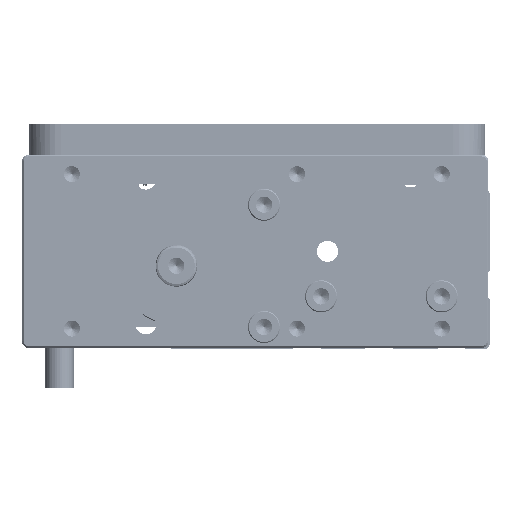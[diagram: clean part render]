
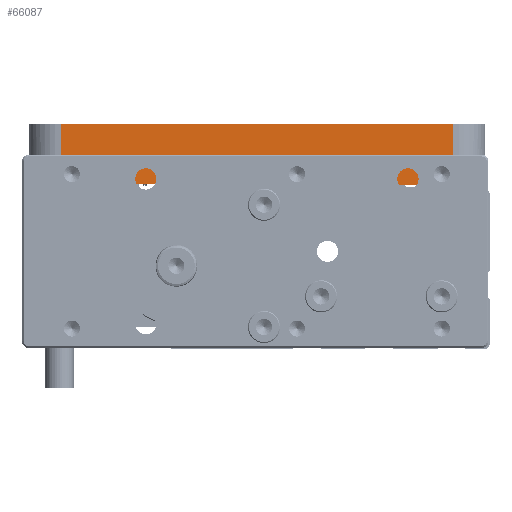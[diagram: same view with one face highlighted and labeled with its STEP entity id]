
A CAD part, left-side view. The second image highlights one B-rep face of the part: STEP entity #66087.
In plain terms, the highlighted face is planar.
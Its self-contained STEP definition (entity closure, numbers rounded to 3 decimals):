
#2650 = EDGE_CURVE ( 'NONE', #41459, #41929, #104790, .T. ) ;
#2861 = DIRECTION ( 'NONE',  ( 0., 1., 0. ) ) ;
#3302 = CARTESIAN_POINT ( 'NONE',  ( 45.5, 19.5, 18.5 ) ) ;
#3451 = CARTESIAN_POINT ( 'NONE',  ( 45.5, -101., 23. ) ) ;
#3888 = CARTESIAN_POINT ( 'NONE',  ( 45.5, -51.3, 18.5 ) ) ;
#5651 = VECTOR ( 'NONE', #112190, 1000. ) ;
#6177 = EDGE_CURVE ( 'NONE', #71824, #74782, #70434, .T. ) ;
#7839 = DIRECTION ( 'NONE',  ( 0., 0., -1. ) ) ;
#7840 = CARTESIAN_POINT ( 'NONE',  ( 45.5, 29.5, 0. ) ) ;
#8156 = CARTESIAN_POINT ( 'NONE',  ( 45.5, 29.5, 19. ) ) ;
#8602 = CARTESIAN_POINT ( 'NONE',  ( 45.5, -55.3, 19. ) ) ;
#8735 = DIRECTION ( 'NONE',  ( 0., -1., 0. ) ) ;
#12490 = CARTESIAN_POINT ( 'NONE',  ( 45.5, -51.3, 20.8 ) ) ;
#13711 = DIRECTION ( 'NONE',  ( 0., 1., 0. ) ) ;
#14284 = LINE ( 'NONE', #91854, #87235 ) ;
#14431 = EDGE_CURVE ( 'NONE', #57360, #66048, #14284, .T. ) ;
#16156 = ORIENTED_EDGE ( 'NONE', *, *, #112801, .F. ) ;
#17025 = EDGE_CURVE ( 'NONE', #69163, #41459, #77440, .T. ) ;
#20069 = VECTOR ( 'NONE', #53968, 1000. ) ;
#24876 = VERTEX_POINT ( 'NONE', #3888 ) ;
#26138 = ORIENTED_EDGE ( 'NONE', *, *, #14431, .F. ) ;
#26398 = VECTOR ( 'NONE', #71853, 1000. ) ;
#29651 = LINE ( 'NONE', #48442, #79569 ) ;
#30197 = CARTESIAN_POINT ( 'NONE',  ( 45.5, 29.5, 19. ) ) ;
#32400 = ORIENTED_EDGE ( 'NONE', *, *, #17025, .T. ) ;
#35703 = CARTESIAN_POINT ( 'NONE',  ( 45.5, -102.5, 23. ) ) ;
#36861 = ORIENTED_EDGE ( 'NONE', *, *, #44088, .F. ) ;
#37141 = LINE ( 'NONE', #71963, #42704 ) ;
#38379 = EDGE_CURVE ( 'NONE', #71824, #69163, #37141, .T. ) ;
#38821 = VECTOR ( 'NONE', #2861, 1000. ) ;
#40241 = ORIENTED_EDGE ( 'NONE', *, *, #59706, .F. ) ;
#41459 = VERTEX_POINT ( 'NONE', #46229 ) ;
#41929 = VERTEX_POINT ( 'NONE', #3302 ) ;
#42704 = VECTOR ( 'NONE', #89625, 1000. ) ;
#42962 = DIRECTION ( 'NONE',  ( -1., 0., 0. ) ) ;
#44080 = FACE_OUTER_BOUND ( 'NONE', #76209, .T. ) ;
#44088 = EDGE_CURVE ( 'NONE', #59687, #57360, #96230, .T. ) ;
#44756 = DIRECTION ( 'NONE',  ( 0., 1., 0. ) ) ;
#45600 = LINE ( 'NONE', #12490, #26398 ) ;
#46229 = CARTESIAN_POINT ( 'NONE',  ( 45.5, 19.5, 0. ) ) ;
#48442 = CARTESIAN_POINT ( 'NONE',  ( 45.5, -51.3, 18.5 ) ) ;
#51518 = CARTESIAN_POINT ( 'NONE',  ( 45.5, -101., 19. ) ) ;
#52031 = CARTESIAN_POINT ( 'NONE',  ( 45.5, -51.3, 15.5 ) ) ;
#52524 = VECTOR ( 'NONE', #80486, 1000. ) ;
#53825 = CARTESIAN_POINT ( 'NONE',  ( 45.5, 0., 23. ) ) ;
#53968 = DIRECTION ( 'NONE',  ( 0., 0., 1. ) ) ;
#54665 = ORIENTED_EDGE ( 'NONE', *, *, #6177, .F. ) ;
#55822 = VECTOR ( 'NONE', #44756, 1000. ) ;
#57360 = VERTEX_POINT ( 'NONE', #105265 ) ;
#58051 = AXIS2_PLACEMENT_3D ( 'NONE', #8156, #42962, #8735 ) ;
#59687 = VERTEX_POINT ( 'NONE', #8602 ) ;
#59706 = EDGE_CURVE ( 'NONE', #69872, #59687, #81001, .T. ) ;
#66048 = VERTEX_POINT ( 'NONE', #52031 ) ;
#66087 = ADVANCED_FACE ( 'NONE', ( #44080 ), #86307, .F. ) ;
#69163 = VERTEX_POINT ( 'NONE', #105969 ) ;
#69872 = VERTEX_POINT ( 'NONE', #51518 ) ;
#70434 = LINE ( 'NONE', #53825, #55822 ) ;
#71824 = VERTEX_POINT ( 'NONE', #35703 ) ;
#71853 = DIRECTION ( 'NONE',  ( 0., 0., 1. ) ) ;
#71963 = CARTESIAN_POINT ( 'NONE',  ( 45.5, -102.5, 19. ) ) ;
#72474 = EDGE_CURVE ( 'NONE', #74782, #69872, #74189, .T. ) ;
#74189 = LINE ( 'NONE', #3451, #52524 ) ;
#74782 = VERTEX_POINT ( 'NONE', #83793 ) ;
#76209 = EDGE_LOOP ( 'NONE', ( #83718, #16156, #91664, #26138, #36861, #40241, #80129, #54665, #87479, #32400 ) ) ;
#77440 = LINE ( 'NONE', #7840, #5651 ) ;
#79569 = VECTOR ( 'NONE', #82121, 1000. ) ;
#80129 = ORIENTED_EDGE ( 'NONE', *, *, #72474, .F. ) ;
#80486 = DIRECTION ( 'NONE',  ( 0., 0., -1. ) ) ;
#80997 = VECTOR ( 'NONE', #7839, 1000. ) ;
#81001 = LINE ( 'NONE', #30197, #38821 ) ;
#82121 = DIRECTION ( 'NONE',  ( 0., 1., 0. ) ) ;
#83718 = ORIENTED_EDGE ( 'NONE', *, *, #2650, .T. ) ;
#83793 = CARTESIAN_POINT ( 'NONE',  ( 45.5, -101., 23. ) ) ;
#86307 = PLANE ( 'NONE',  #58051 ) ;
#87235 = VECTOR ( 'NONE', #13711, 1000. ) ;
#87479 = ORIENTED_EDGE ( 'NONE', *, *, #38379, .T. ) ;
#88222 = CARTESIAN_POINT ( 'NONE',  ( 45.5, -55.3, 20.8 ) ) ;
#89625 = DIRECTION ( 'NONE',  ( 0., 0., -1. ) ) ;
#91664 = ORIENTED_EDGE ( 'NONE', *, *, #111054, .F. ) ;
#91854 = CARTESIAN_POINT ( 'NONE',  ( 45.5, -55.3, 15.5 ) ) ;
#96230 = LINE ( 'NONE', #88222, #80997 ) ;
#97923 = CARTESIAN_POINT ( 'NONE',  ( 45.5, 19.5, 19. ) ) ;
#104790 = LINE ( 'NONE', #97923, #20069 ) ;
#105265 = CARTESIAN_POINT ( 'NONE',  ( 45.5, -55.3, 15.5 ) ) ;
#105969 = CARTESIAN_POINT ( 'NONE',  ( 45.5, -102.5, 0. ) ) ;
#111054 = EDGE_CURVE ( 'NONE', #66048, #24876, #45600, .T. ) ;
#112190 = DIRECTION ( 'NONE',  ( 0., 1., 0. ) ) ;
#112801 = EDGE_CURVE ( 'NONE', #24876, #41929, #29651, .T. ) ;
